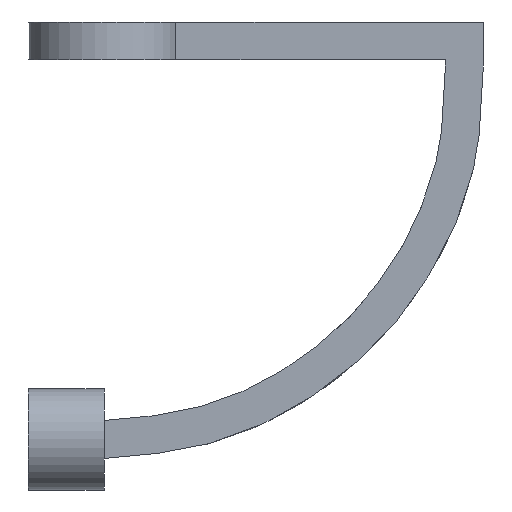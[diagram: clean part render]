
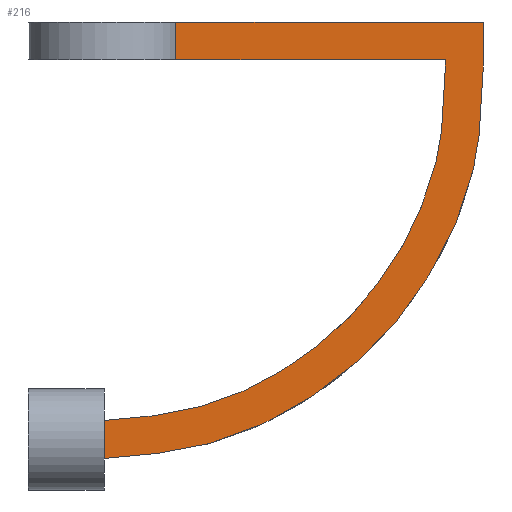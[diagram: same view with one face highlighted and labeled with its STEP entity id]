
A CAD part, front view. The second image highlights one B-rep face of the part: STEP entity #216.
In plain terms, the highlighted planar face has unit normal (0, -1, 0).
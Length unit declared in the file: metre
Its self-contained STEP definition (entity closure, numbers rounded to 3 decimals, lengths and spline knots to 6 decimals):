
#16=B_SPLINE_CURVE_WITH_KNOTS('',3,(#367,#368,#369,#370,#371,#372,#373,
#374,#375),.UNSPECIFIED.,.F.,.F.,(4,1,1,1,1,1,4),(0.,0.166769,
0.333419,0.500067,0.666713,0.833357,
1.),.UNSPECIFIED.);
#17=B_SPLINE_CURVE_WITH_KNOTS('',3,(#379,#380,#381,#382,#383,#384,#385,
#386,#387),.UNSPECIFIED.,.F.,.F.,(4,1,1,1,1,1,4),(0.,0.166769,
0.333419,0.500067,0.666713,0.833357,
1.),.UNSPECIFIED.);
#23=LINE('',#322,#38);
#26=LINE('',#330,#41);
#27=LINE('',#337,#42);
#32=LINE('',#377,#47);
#33=LINE('',#389,#48);
#38=VECTOR('',#265,1.);
#41=VECTOR('',#272,1.);
#42=VECTOR('',#281,1.);
#47=VECTOR('',#290,1.);
#48=VECTOR('',#291,1.);
#75=ORIENTED_EDGE('',*,*,#115,.T.);
#76=ORIENTED_EDGE('',*,*,#112,.F.);
#77=ORIENTED_EDGE('',*,*,#108,.F.);
#78=ORIENTED_EDGE('',*,*,#122,.T.);
#79=ORIENTED_EDGE('',*,*,#123,.F.);
#80=ORIENTED_EDGE('',*,*,#124,.F.);
#81=ORIENTED_EDGE('',*,*,#125,.F.);
#108=EDGE_CURVE('',#134,#136,#23,.T.);
#112=EDGE_CURVE('',#136,#139,#26,.F.);
#115=EDGE_CURVE('',#141,#139,#27,.T.);
#122=EDGE_CURVE('',#134,#146,#16,.T.);
#123=EDGE_CURVE('',#147,#146,#32,.F.);
#124=EDGE_CURVE('',#148,#147,#17,.T.);
#125=EDGE_CURVE('',#141,#148,#33,.T.);
#134=VERTEX_POINT('',#320);
#136=VERTEX_POINT('',#323);
#139=VERTEX_POINT('',#331);
#141=VERTEX_POINT('',#338);
#146=VERTEX_POINT('',#376);
#147=VERTEX_POINT('',#378);
#148=VERTEX_POINT('',#388);
#169=EDGE_LOOP('',(#75,#76,#77,#78,#79,#80,#81));
#190=FACE_BOUND('',#169,.T.);
#206=PLANE('',#247);
#216=ADVANCED_FACE('',(#190),#206,.F.);
#247=AXIS2_PLACEMENT_3D('',#366,#288,#289);
#265=DIRECTION('',(-1.,0.,0.));
#272=DIRECTION('',(0.,0.,-1.));
#281=DIRECTION('',(-1.,0.,0.));
#288=DIRECTION('',(0.,1.,0.));
#289=DIRECTION('',(0.,0.,1.));
#290=DIRECTION('',(0.,0.,-1.));
#291=DIRECTION('',(0.,0.,-1.));
#320=CARTESIAN_POINT('',(0.135,-0.01,0.));
#322=CARTESIAN_POINT('',(0.15,-0.01,0.));
#323=CARTESIAN_POINT('',(0.028284,-0.01,0.));
#330=CARTESIAN_POINT('',(0.028284,-0.01,0.015));
#331=CARTESIAN_POINT('',(0.028284,-0.01,0.015));
#337=CARTESIAN_POINT('',(0.15,-0.01,0.015));
#338=CARTESIAN_POINT('',(0.15,-0.01,0.015));
#366=CARTESIAN_POINT('',(0.15,-0.01,0.0075));
#367=CARTESIAN_POINT('',(0.135,-0.01,0.));
#368=CARTESIAN_POINT('',(0.134702,-0.01,-0.012237));
#369=CARTESIAN_POINT('',(0.134106,-0.01,-0.036702));
#370=CARTESIAN_POINT('',(0.120794,-0.01,-0.071421));
#371=CARTESIAN_POINT('',(0.099386,-0.01,-0.10146));
#372=CARTESIAN_POINT('',(0.070545,-0.01,-0.124459));
#373=CARTESIAN_POINT('',(0.036613,-0.01,-0.139622));
#374=CARTESIAN_POINT('',(0.012204,-0.01,-0.141541));
#375=CARTESIAN_POINT('',(0.,-0.01,-0.1425));
#376=CARTESIAN_POINT('',(0.,-0.01,-0.1425));
#377=CARTESIAN_POINT('',(0.,-0.01,-0.15));
#378=CARTESIAN_POINT('',(0.,-0.01,-0.1575));
#379=CARTESIAN_POINT('',(0.15,-0.01,0.));
#380=CARTESIAN_POINT('',(0.149601,-0.01,-0.013545));
#381=CARTESIAN_POINT('',(0.148805,-0.01,-0.040627));
#382=CARTESIAN_POINT('',(0.133917,-0.01,-0.079005));
#383=CARTESIAN_POINT('',(0.110114,-0.01,-0.112188));
#384=CARTESIAN_POINT('',(0.078128,-0.01,-0.137582));
#385=CARTESIAN_POINT('',(0.040539,-0.01,-0.15432));
#386=CARTESIAN_POINT('',(0.013513,-0.01,-0.15644));
#387=CARTESIAN_POINT('',(0.,-0.01,-0.1575));
#388=CARTESIAN_POINT('',(0.15,-0.01,0.));
#389=CARTESIAN_POINT('',(0.15,-0.01,0.0075));
